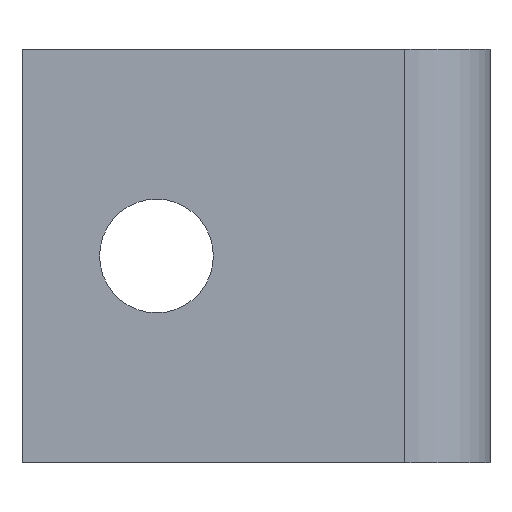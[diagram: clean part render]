
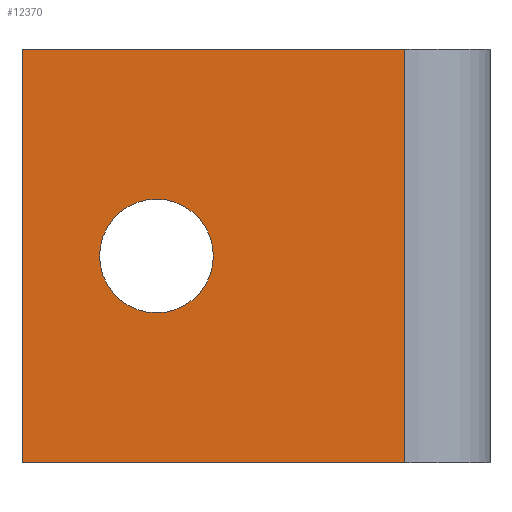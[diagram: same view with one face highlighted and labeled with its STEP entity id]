
A CAD part, front view. The second image highlights one B-rep face of the part: STEP entity #12370.
In plain terms, the highlighted planar face has unit normal (0, -1, 0).
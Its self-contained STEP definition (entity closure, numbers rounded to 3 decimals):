
#10080=CARTESIAN_POINT('',(37.,0.,0.));
#10090=VERTEX_POINT('',#10080);
#10120=CARTESIAN_POINT('',(0.,0.,0.));
#10130=DIRECTION('',(1.,0.,0.));
#10140=VECTOR('',#10130,1.);
#10150=LINE('',#10120,#10140);
#10160=CARTESIAN_POINT('',(0.,0.,0.));
#10170=VERTEX_POINT('',#10160);
#10180=EDGE_CURVE('',#10170,#10090,#10150,.T.);
#11000=CARTESIAN_POINT('',(0.,0.,-40.));
#11010=VERTEX_POINT('',#11000);
#11040=CARTESIAN_POINT('',(0.,0.,-40.));
#11050=DIRECTION('',(1.,0.,0.));
#11060=VECTOR('',#11050,1.);
#11070=LINE('',#11040,#11060);
#11080=CARTESIAN_POINT('',(37.,0.,-40.));
#11090=VERTEX_POINT('',#11080);
#11100=EDGE_CURVE('',#11010,#11090,#11070,.T.);
#11350=CARTESIAN_POINT('',(0.,0.,0.));
#11360=DIRECTION('',(0.,0.,-1.));
#11370=VECTOR('',#11360,1.);
#11380=LINE('',#11350,#11370);
#11390=EDGE_CURVE('',#10170,#11010,#11380,.T.);
#11610=CARTESIAN_POINT('',(18.5,0.,-20.));
#11620=VERTEX_POINT('',#11610);
#11670=CARTESIAN_POINT('',(13.,0.,-20.));
#11680=DIRECTION('',(0.,1.,0.));
#11690=DIRECTION('',(-1.,0.,0.));
#11700=AXIS2_PLACEMENT_3D('',#11670,#11680,#11690);
#11710=CIRCLE('',#11700,5.5);
#11720=CARTESIAN_POINT('',(7.5,0.,-20.));
#11730=VERTEX_POINT('',#11720);
#11740=EDGE_CURVE('',#11620,#11730,#11710,.T.);
#12160=CARTESIAN_POINT('',(0.,0.,0.));
#12170=DIRECTION('',(-0.,-1.,-0.));
#12180=DIRECTION('',(-1.,0.,0.));
#12190=AXIS2_PLACEMENT_3D('',#12160,#12170,#12180);
#12200=PLANE('',#12190);
#12210=ORIENTED_EDGE('',*,*,#11740,.T.);
#12220=EDGE_CURVE('',#11730,#11620,#11710,.T.);
#12230=ORIENTED_EDGE('',*,*,#12220,.T.);
#12240=EDGE_LOOP('',(#12230,#12210));
#12250=FACE_BOUND('',#12240,.T.);
#12260=CARTESIAN_POINT('',(37.,0.,0.));
#12270=DIRECTION('',(0.,0.,-1.));
#12280=VECTOR('',#12270,1.);
#12290=LINE('',#12260,#12280);
#12300=EDGE_CURVE('',#10090,#11090,#12290,.T.);
#12310=ORIENTED_EDGE('',*,*,#12300,.F.);
#12320=ORIENTED_EDGE('',*,*,#11100,.T.);
#12330=ORIENTED_EDGE('',*,*,#11390,.T.);
#12340=ORIENTED_EDGE('',*,*,#10180,.F.);
#12350=EDGE_LOOP('',(#12340,#12330,#12320,#12310));
#12360=FACE_OUTER_BOUND('',#12350,.T.);
#12370=ADVANCED_FACE('',(#12250,#12360),#12200,.T.);
